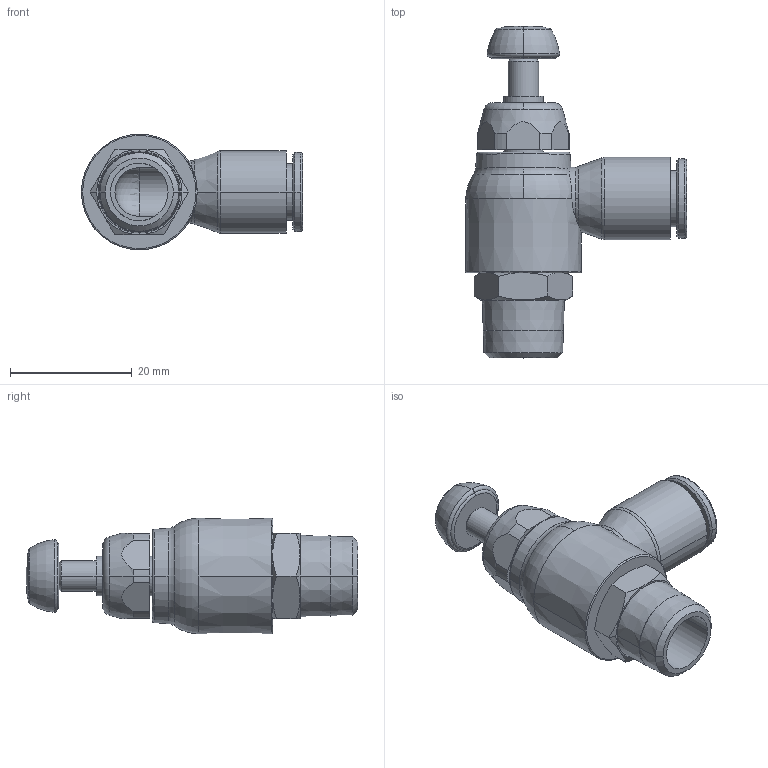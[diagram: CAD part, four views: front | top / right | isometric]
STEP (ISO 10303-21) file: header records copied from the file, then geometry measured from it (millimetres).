
FILE_DESCRIPTION(('STEP AP214'),'1');
FILE_NAME('7067_08_13.stp','2016-07-07T14:31:56',('TraceParts'),('TraceParts S.A.'),'Spatial InterOp 3D',' ',' ');
FILE_SCHEMA(('automotive_design'));
Length unit declared in the file: millimetre
Products named in the file (1): 1
Bounding box: 36.3 x 54.5 x 19 mm (x, y, z)
Volume: 8211.2 mm3; surface area: 5493.9 mm2
Topology: 1 solids, 1 shells, 121 faces, 302 edges, 192 vertices
Faces by surface type: cone 36, torus 29, cylinder 28, plane 27, sphere 1
Entity records: 3844 total; most frequent: CARTESIAN_POINT 896, DIRECTION 679, ORIENTED_EDGE 600, AXIS2_PLACEMENT_3D 301, EDGE_CURVE 300, VERTEX_POINT 192, CIRCLE 179, EDGE_LOOP 134
